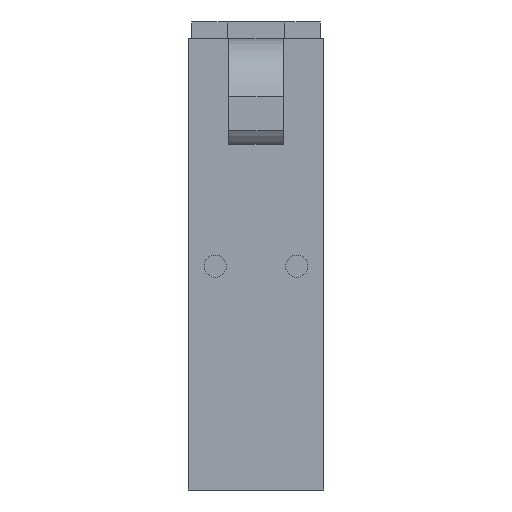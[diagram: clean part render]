
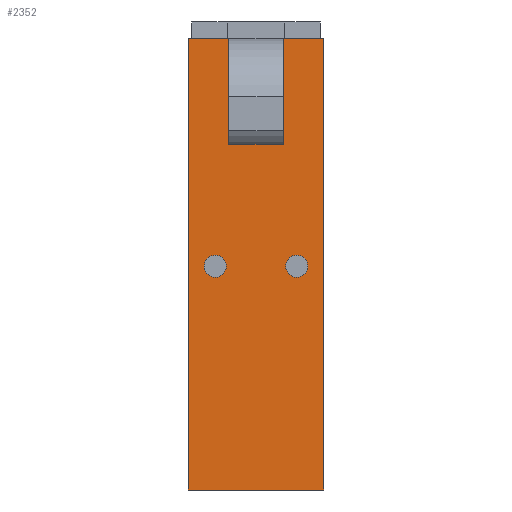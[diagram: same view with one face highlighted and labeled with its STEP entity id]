
A CAD part, front view. The second image highlights one B-rep face of the part: STEP entity #2352.
In plain terms, the highlighted planar face has unit normal (0, -1, 0).
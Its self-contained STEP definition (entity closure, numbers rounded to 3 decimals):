
#225=CARTESIAN_POINT('',(7.621,-19.,33.));
#226=VERTEX_POINT('',#225);
#227=CARTESIAN_POINT('',(6.,-19.,33.));
#228=DIRECTION('',(0.0,1.0,0.0));
#229=DIRECTION('',(1.0,0.0,0.0));
#230=AXIS2_PLACEMENT_3D('',#227,#228,#229);
#231=CIRCLE('',#230,1.621);
#232=EDGE_CURVE('',#226,#226,#231,.T.);
#283=CARTESIAN_POINT('',(-4.379,-19.0,33.));
#284=VERTEX_POINT('',#283);
#285=CARTESIAN_POINT('',(-6.,-19.0,33.));
#286=DIRECTION('',(0.0,1.0,0.0));
#287=DIRECTION('',(1.0,0.0,0.0));
#288=AXIS2_PLACEMENT_3D('',#285,#286,#287);
#289=CIRCLE('',#288,1.621);
#290=EDGE_CURVE('',#284,#284,#289,.T.);
#1507=CARTESIAN_POINT('',(4.,-19.0,51.));
#1508=VERTEX_POINT('',#1507);
#1517=CARTESIAN_POINT('',(4.,-19.0,66.5));
#1518=VERTEX_POINT('',#1517);
#1519=CARTESIAN_POINT('',(4.,-19.0,66.5));
#1520=DIRECTION('',(0.0,0.0,-1.0));
#1521=VECTOR('',#1520,15.5);
#1522=LINE('',#1519,#1521);
#1523=EDGE_CURVE('',#1518,#1508,#1522,.T.);
#1562=CARTESIAN_POINT('',(-4.,-19.0,51.));
#1563=VERTEX_POINT('',#1562);
#1585=CARTESIAN_POINT('',(-4.,-19.0,66.5));
#1586=VERTEX_POINT('',#1585);
#1593=CARTESIAN_POINT('',(-4.,-19.0,51.));
#1594=DIRECTION('',(0.0,0.0,1.0));
#1595=VECTOR('',#1594,15.5);
#1596=LINE('',#1593,#1595);
#1597=EDGE_CURVE('',#1563,#1586,#1596,.T.);
#1613=CARTESIAN_POINT('',(4.,-19.0,51.));
#1614=DIRECTION('',(-1.0,0.0,0.0));
#1615=VECTOR('',#1614,8.);
#1616=LINE('',#1613,#1615);
#1617=EDGE_CURVE('',#1508,#1563,#1616,.T.);
#1637=CARTESIAN_POINT('',(10.,-19.,66.5));
#1638=VERTEX_POINT('',#1637);
#1639=CARTESIAN_POINT('',(10.,-19.,66.5));
#1640=DIRECTION('',(-1.0,0.0,0.0));
#1641=VECTOR('',#1640,6.);
#1642=LINE('',#1639,#1641);
#1643=EDGE_CURVE('',#1638,#1518,#1642,.T.);
#1822=CARTESIAN_POINT('',(-10.,-19.0,66.5));
#1823=VERTEX_POINT('',#1822);
#1830=CARTESIAN_POINT('',(-4.,-19.0,66.5));
#1831=DIRECTION('',(-1.0,0.0,0.0));
#1832=VECTOR('',#1831,6.);
#1833=LINE('',#1830,#1832);
#1834=EDGE_CURVE('',#1586,#1823,#1833,.T.);
#2295=CARTESIAN_POINT('',(10.,-19.,0.0));
#2296=VERTEX_POINT('',#2295);
#2297=CARTESIAN_POINT('',(10.,-19.,0.0));
#2298=DIRECTION('',(0.0,0.0,1.0));
#2299=VECTOR('',#2298,66.5);
#2300=LINE('',#2297,#2299);
#2301=EDGE_CURVE('',#2296,#1638,#2300,.T.);
#2319=CARTESIAN_POINT('',(10.,-19.,0.0));
#2320=DIRECTION('',(0.0,-1.0,0.0));
#2321=DIRECTION('',(0.0,0.0,-1.0));
#2322=AXIS2_PLACEMENT_3D('',#2319,#2320,#2321);
#2323=PLANE('',#2322);
#2324=ORIENTED_EDGE('',*,*,#1597,.T.);
#2325=ORIENTED_EDGE('',*,*,#1834,.T.);
#2326=CARTESIAN_POINT('',(-10.,-19.0,0.0));
#2327=VERTEX_POINT('',#2326);
#2328=CARTESIAN_POINT('',(-10.,-19.0,0.0));
#2329=DIRECTION('',(0.0,0.0,1.0));
#2330=VECTOR('',#2329,66.5);
#2331=LINE('',#2328,#2330);
#2332=EDGE_CURVE('',#2327,#1823,#2331,.T.);
#2333=ORIENTED_EDGE('',*,*,#2332,.F.);
#2334=CARTESIAN_POINT('',(-10.,-19.0,0.0));
#2335=DIRECTION('',(1.0,0.0,0.0));
#2336=VECTOR('',#2335,20.0);
#2337=LINE('',#2334,#2336);
#2338=EDGE_CURVE('',#2327,#2296,#2337,.T.);
#2339=ORIENTED_EDGE('',*,*,#2338,.T.);
#2340=ORIENTED_EDGE('',*,*,#2301,.T.);
#2341=ORIENTED_EDGE('',*,*,#1643,.T.);
#2342=ORIENTED_EDGE('',*,*,#1523,.T.);
#2343=ORIENTED_EDGE('',*,*,#1617,.T.);
#2344=EDGE_LOOP('',(#2324,#2325,#2333,#2339,#2340,#2341,#2342,#2343));
#2345=FACE_OUTER_BOUND('',#2344,.T.);
#2346=ORIENTED_EDGE('',*,*,#232,.T.);
#2347=EDGE_LOOP('',(#2346));
#2348=FACE_BOUND('',#2347,.T.);
#2349=ORIENTED_EDGE('',*,*,#290,.T.);
#2350=EDGE_LOOP('',(#2349));
#2351=FACE_BOUND('',#2350,.T.);
#2352=ADVANCED_FACE('',(#2345,#2348,#2351),#2323,.T.);
